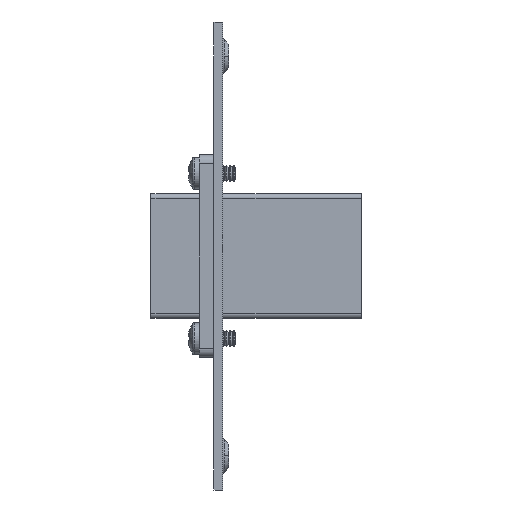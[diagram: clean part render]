
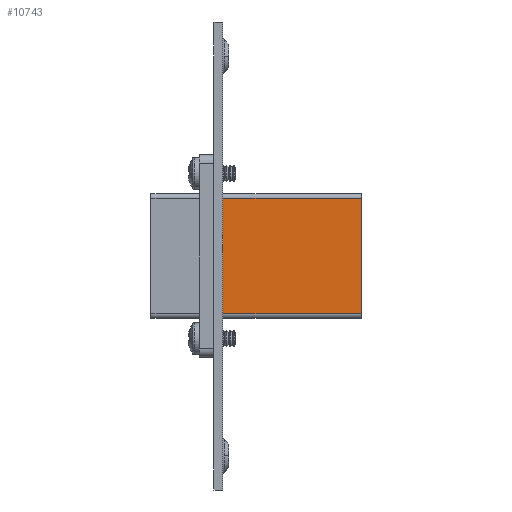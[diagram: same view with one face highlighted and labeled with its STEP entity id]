
A CAD part, left-side view. The second image highlights one B-rep face of the part: STEP entity #10743.
In plain terms, the highlighted planar face has unit normal (-1, 0, 0).
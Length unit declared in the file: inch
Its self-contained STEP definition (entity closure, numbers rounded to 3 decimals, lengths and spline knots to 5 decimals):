
#508 = DIRECTION ( 'NONE',  ( 0., 0., -1. ) ) ;
#509 = VECTOR ( 'NONE', #508, 39.37008 ) ;
#514 = CARTESIAN_POINT ( 'NONE',  ( -0.3125, -0.05, -0.43 ) ) ;
#515 = LINE ( 'NONE', #514, #509 ) ;
#525 = CARTESIAN_POINT ( 'NONE',  ( -0.3125, -0.05, 0.4 ) ) ;
#637 = CARTESIAN_POINT ( 'NONE',  ( -0.3125, -0.05, -0.4 ) ) ;
#1032 = DIRECTION ( 'NONE',  ( 0., 0., -1. ) ) ;
#1033 = DIRECTION ( 'NONE',  ( 1., 0., 0. ) ) ;
#1034 = CARTESIAN_POINT ( 'NONE',  ( -0.3125, -2.99812, -0.43 ) ) ;
#1039 = FACE_OUTER_BOUND ( 'NONE', #10744, .T. ) ;
#1045 = AXIS2_PLACEMENT_3D ( 'NONE', #1034, #1033, #1032 ) ;
#1046 = VECTOR ( 'NONE', #1061, 39.37008 ) ;
#1047 = DIRECTION ( 'NONE',  ( 0., -1., 0. ) ) ;
#1048 = VECTOR ( 'NONE', #1047, 39.37008 ) ;
#1049 = CARTESIAN_POINT ( 'NONE',  ( -0.3125, -2.99812, -0.4 ) ) ;
#1050 = PLANE ( 'NONE',  #1045 ) ;
#1054 = LINE ( 'NONE', #1049, #1048 ) ;
#1056 = LINE ( 'NONE', #1143, #1046 ) ;
#1061 = DIRECTION ( 'NONE',  ( 0., 1., 0. ) ) ;
#1139 = CARTESIAN_POINT ( 'NONE',  ( -0.3125, -1.065, -0.4 ) ) ;
#1143 = CARTESIAN_POINT ( 'NONE',  ( -0.3125, -2.99812, 0.4 ) ) ;
#1148 = CARTESIAN_POINT ( 'NONE',  ( -0.3125, -1.065, 0.4 ) ) ;
#1446 = DIRECTION ( 'NONE',  ( 0., 0., -1. ) ) ;
#1452 = CARTESIAN_POINT ( 'NONE',  ( -0.3125, -1.065, -0.43 ) ) ;
#1453 = LINE ( 'NONE', #1452, #1457 ) ;
#1457 = VECTOR ( 'NONE', #1446, 39.37008 ) ;
#9319 = VERTEX_POINT ( 'NONE', #525 ) ;
#9655 = EDGE_CURVE ( 'NONE', #9319, #9836, #515, .T. ) ;
#9836 = VERTEX_POINT ( 'NONE', #637 ) ;
#10730 = VERTEX_POINT ( 'NONE', #1148 ) ;
#10731 = VERTEX_POINT ( 'NONE', #1139 ) ;
#10736 = EDGE_CURVE ( 'NONE', #9836, #10731, #1054, .T. ) ;
#10739 = EDGE_CURVE ( 'NONE', #10730, #9319, #1056, .T. ) ;
#10743 = ADVANCED_FACE ( 'NONE', ( #1039 ), #1050, .F. ) ;
#10744 = EDGE_LOOP ( 'NONE', ( #10937, #10827, #10825, #10961 ) ) ;
#10825 = ORIENTED_EDGE ( 'NONE', *, *, #9655, .T. ) ;
#10827 = ORIENTED_EDGE ( 'NONE', *, *, #10739, .T. ) ;
#10937 = ORIENTED_EDGE ( 'NONE', *, *, #10942, .F. ) ;
#10942 = EDGE_CURVE ( 'NONE', #10730, #10731, #1453, .T. ) ;
#10961 = ORIENTED_EDGE ( 'NONE', *, *, #10736, .T. ) ;
